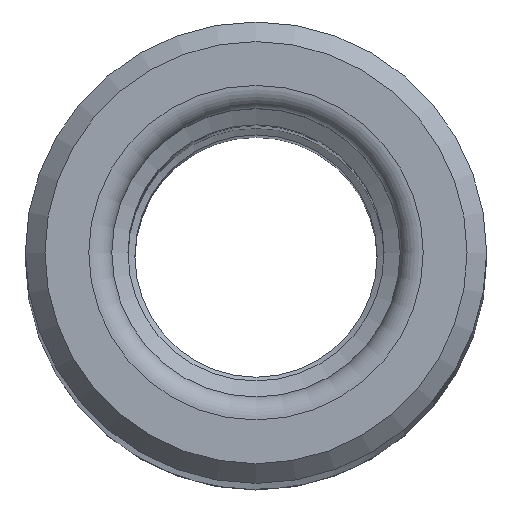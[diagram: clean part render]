
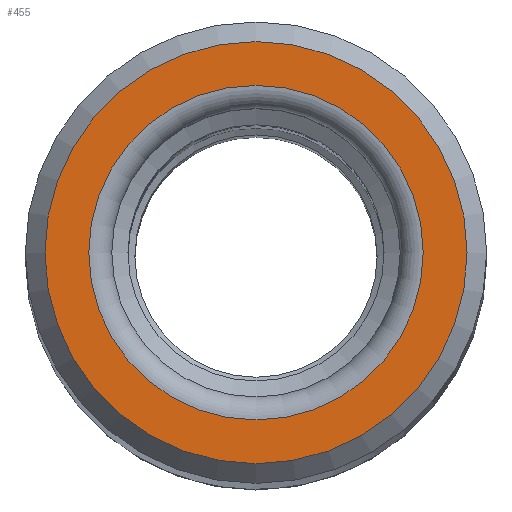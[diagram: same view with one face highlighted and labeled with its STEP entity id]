
A CAD part, top view. The second image highlights one B-rep face of the part: STEP entity #455.
In plain terms, the highlighted planar face has unit normal (0, 0, 1).
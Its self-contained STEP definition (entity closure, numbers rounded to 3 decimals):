
#29=PLANE('',#503);
#51=CIRCLE('',#502,7.25);
#52=CIRCLE('',#504,9.15);
#95=ORIENTED_EDGE('',*,*,#139,.T.);
#96=ORIENTED_EDGE('',*,*,#138,.F.);
#138=EDGE_CURVE('',#167,#167,#51,.T.);
#139=EDGE_CURVE('',#168,#168,#52,.F.);
#167=VERTEX_POINT('',#673);
#168=VERTEX_POINT('',#676);
#217=EDGE_LOOP('',(#95));
#218=EDGE_LOOP('',(#96));
#259=FACE_BOUND('',#217,.T.);
#260=FACE_BOUND('',#218,.T.);
#455=ADVANCED_FACE('',(#259,#260),#29,.F.);
#502=AXIS2_PLACEMENT_3D('',#672,#586,#587);
#503=AXIS2_PLACEMENT_3D('',#674,#588,#589);
#504=AXIS2_PLACEMENT_3D('',#675,#590,#591);
#586=DIRECTION('',(0.,0.,1.));
#587=DIRECTION('',(1.,0.,0.));
#588=DIRECTION('',(0.,0.,-1.));
#589=DIRECTION('',(-1.,0.,0.));
#590=DIRECTION('',(0.,0.,-1.));
#591=DIRECTION('',(-1.,0.,0.));
#672=CARTESIAN_POINT('',(0.,0.,175.2));
#673=CARTESIAN_POINT('',(7.25,0.,175.2));
#674=CARTESIAN_POINT('',(10.,0.,175.2));
#675=CARTESIAN_POINT('',(0.,0.,175.2));
#676=CARTESIAN_POINT('',(-9.15,0.,175.2));
